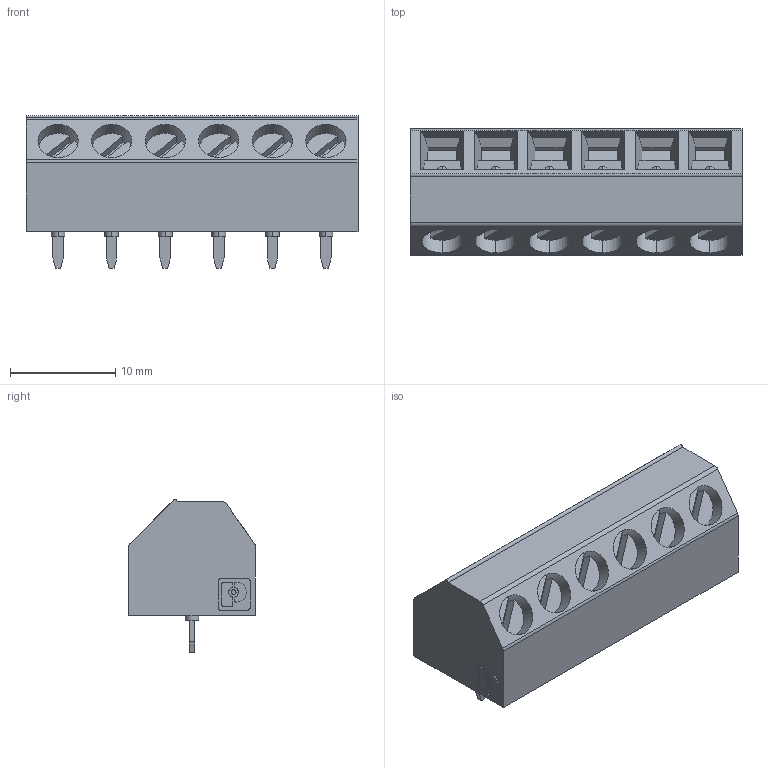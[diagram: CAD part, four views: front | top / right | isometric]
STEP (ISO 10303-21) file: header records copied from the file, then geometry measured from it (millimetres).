
FILE_DESCRIPTION(('Creo Elements/Direct Modeling STEP Export'),'2;1');
FILE_NAME('model.stp','2017-04-10T 7:56:12',(''),(''),'Creo Elements/Direct Modeling STEP processor for AP214 (Solid Model)','Creo Elements/Direct Modeling 18.1G 27-Feb-2015 (C) Parametric Technology GmbH','');
FILE_SCHEMA(('AUTOMOTIVE_DESIGN { 1 0 10303 214 1 1 1 1 }'));
Length unit declared in the file: millimetre
Products named in the file (2): SMKDSN_1_5-6-5_08
Assembly tree (1 placements, depth 2):
  SMKDSN_1_5-6-5_08
    SMKDSN_1_5-6-5_08
Bounding box: 31.48 x 12 x 14.5 mm (x, y, z)
Volume: 3365.8 mm3; surface area: 2060.3 mm2
Topology: 1 solids, 1 shells, 264 faces, 702 edges, 462 vertices
Faces by surface type: plane 181, cylinder 65, sphere 12, cone 6
Entity records: 9301 total; most frequent: CARTESIAN_POINT 1464, ORIENTED_EDGE 1380, DIRECTION 1306, EDGE_CURVE 690, VECTOR 482, LINE 482, VERTEX_POINT 462, AXIS2_PLACEMENT_3D 412
